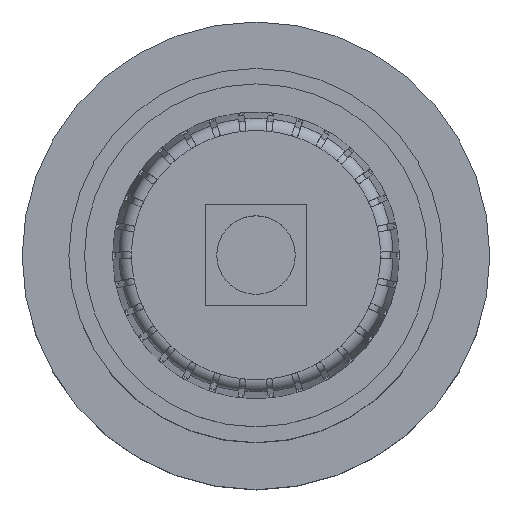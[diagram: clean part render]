
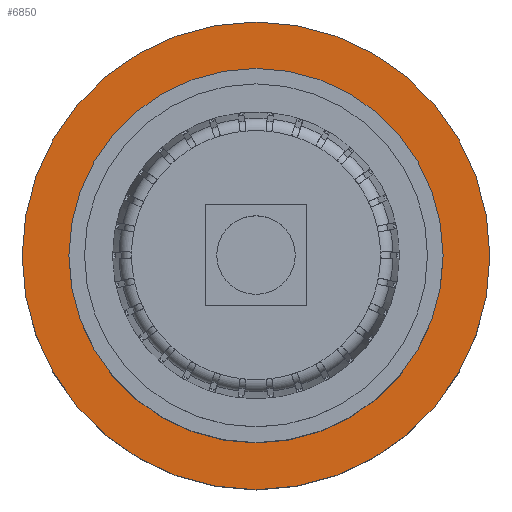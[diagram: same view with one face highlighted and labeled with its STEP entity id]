
A CAD part, top view. The second image highlights one B-rep face of the part: STEP entity #6850.
In plain terms, the highlighted planar face has unit normal (0, 0, 1).
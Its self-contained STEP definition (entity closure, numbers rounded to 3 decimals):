
#589=FACE_BOUND($,#1537,.T.);
#590=FACE_BOUND($,#1538,.T.);
#791=CIRCLE($,#7500,15.);
#794=CIRCLE($,#7506,18.75);
#1537=EDGE_LOOP($,(#6315));
#1538=EDGE_LOOP($,(#6316));
#3220=VERTEX_POINT($,#13997);
#3223=VERTEX_POINT($,#14006);
#4252=EDGE_CURVE($,#3220,#3220,#791,.T.);
#4255=EDGE_CURVE($,#3223,#3223,#794,.T.);
#6315=ORIENTED_EDGE($,*,*,#4252,.T.);
#6316=ORIENTED_EDGE($,*,*,#4255,.F.);
#6488=PLANE($,#7507);
#6850=ADVANCED_FACE($,(#589,#590),#6488,.F.);
#7500=AXIS2_PLACEMENT_3D($,#13998,#9293,#9294);
#7506=AXIS2_PLACEMENT_3D($,#14007,#9305,#9306);
#7507=AXIS2_PLACEMENT_3D($,#14008,#9307,#9308);
#9293=DIRECTION('center_axis',(0.,0.,-1.));
#9294=DIRECTION('ref_axis',(-1.,0.,0.));
#9305=DIRECTION('center_axis',(0.,0.,-1.));
#9306=DIRECTION('ref_axis',(-1.,0.,0.));
#9307=DIRECTION('center_axis',(0.,0.,-1.));
#9308=DIRECTION('ref_axis',(-1.,0.,0.));
#13997=CARTESIAN_POINT('',(15.,0.,34.));
#13998=CARTESIAN_POINT('Origin',(0.,0.,34.));
#14006=CARTESIAN_POINT('',(18.75,0.,34.));
#14007=CARTESIAN_POINT('Origin',(0.,0.,34.));
#14008=CARTESIAN_POINT('Origin',(0.,0.,34.));
